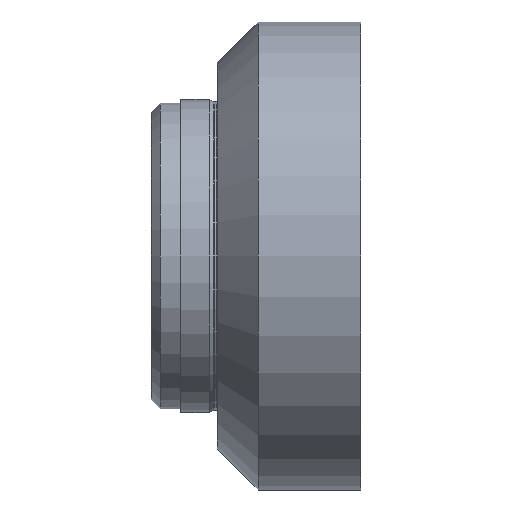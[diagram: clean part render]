
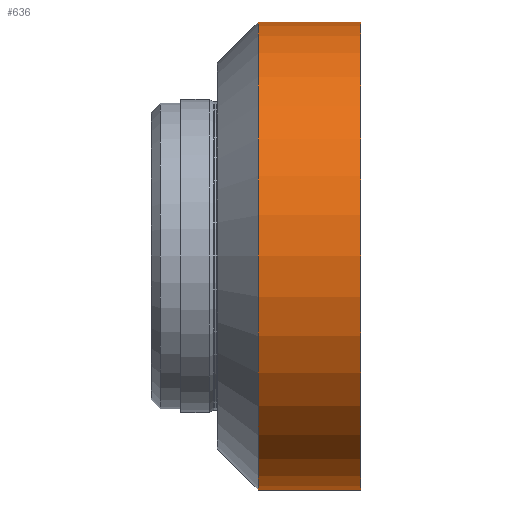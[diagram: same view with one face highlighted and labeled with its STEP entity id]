
A CAD part, front view. The second image highlights one B-rep face of the part: STEP entity #636.
In plain terms, the highlighted cylindrical face has radius 63.5 mm (diameter 127 mm), a partial arc.
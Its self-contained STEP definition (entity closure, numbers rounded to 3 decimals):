
#82 = EDGE_CURVE ( 'NONE', #1190, #1185, #420, .T. ) ;
#83 = EDGE_CURVE ( 'NONE', #1125, #1128, #501, .T. ) ;
#120 = CARTESIAN_POINT ( 'NONE',  ( -19.85, 0., -63.5 ) ) ;
#121 = LINE ( 'NONE', #120, #440 ) ;
#131 = DIRECTION ( 'NONE',  ( -1., 0., 0. ) ) ;
#167 = CARTESIAN_POINT ( 'NONE',  ( -19.85, 0., 63.5 ) ) ;
#174 = LINE ( 'NONE', #167, #288 ) ;
#178 = DIRECTION ( 'NONE',  ( -1., 0., 0. ) ) ;
#288 = VECTOR ( 'NONE', #178, 1000. ) ;
#420 = CIRCLE ( 'NONE', #470, 63.5 ) ;
#440 = VECTOR ( 'NONE', #131, 1000. ) ;
#461 = AXIS2_PLACEMENT_3D ( 'NONE', #705, #700, #706 ) ;
#470 = AXIS2_PLACEMENT_3D ( 'NONE', #829, #830, #799 ) ;
#481 = AXIS2_PLACEMENT_3D ( 'NONE', #827, #798, #833 ) ;
#501 = CIRCLE ( 'NONE', #481, 63.5 ) ;
#538 = EDGE_CURVE ( 'NONE', #1185, #1128, #174, .T. ) ;
#565 = EDGE_CURVE ( 'NONE', #1190, #1125, #121, .T. ) ;
#636 = ADVANCED_FACE ( 'NONE', ( #704 ), #890, .T. ) ;
#700 = DIRECTION ( 'NONE',  ( -1., 0., 0. ) ) ;
#704 = FACE_OUTER_BOUND ( 'NONE', #1228, .T. ) ;
#705 = CARTESIAN_POINT ( 'NONE',  ( -19.85, 0., 0. ) ) ;
#706 = DIRECTION ( 'NONE',  ( 0., 0., 1. ) ) ;
#708 = CARTESIAN_POINT ( 'NONE',  ( 18.33, 0., -63.5 ) ) ;
#719 = CARTESIAN_POINT ( 'NONE',  ( 18.33, 0., 63.5 ) ) ;
#755 = CARTESIAN_POINT ( 'NONE',  ( 46.23, 0., 63.5 ) ) ;
#760 = CARTESIAN_POINT ( 'NONE',  ( 46.23, 0., -63.5 ) ) ;
#798 = DIRECTION ( 'NONE',  ( -1., 0., 0. ) ) ;
#799 = DIRECTION ( 'NONE',  ( 0., 0., 1. ) ) ;
#827 = CARTESIAN_POINT ( 'NONE',  ( 18.33, 0., 0. ) ) ;
#829 = CARTESIAN_POINT ( 'NONE',  ( 46.23, 0., 0. ) ) ;
#830 = DIRECTION ( 'NONE',  ( -1., 0., 0. ) ) ;
#833 = DIRECTION ( 'NONE',  ( 0., 0., 1. ) ) ;
#890 = CYLINDRICAL_SURFACE ( 'NONE', #461, 63.5 ) ;
#1053 = ORIENTED_EDGE ( 'NONE', *, *, #83, .F. ) ;
#1100 = ORIENTED_EDGE ( 'NONE', *, *, #82, .T. ) ;
#1116 = ORIENTED_EDGE ( 'NONE', *, *, #565, .F. ) ;
#1125 = VERTEX_POINT ( 'NONE', #708 ) ;
#1128 = VERTEX_POINT ( 'NONE', #719 ) ;
#1151 = ORIENTED_EDGE ( 'NONE', *, *, #538, .T. ) ;
#1185 = VERTEX_POINT ( 'NONE', #755 ) ;
#1190 = VERTEX_POINT ( 'NONE', #760 ) ;
#1228 = EDGE_LOOP ( 'NONE', ( #1116, #1100, #1151, #1053 ) ) ;
